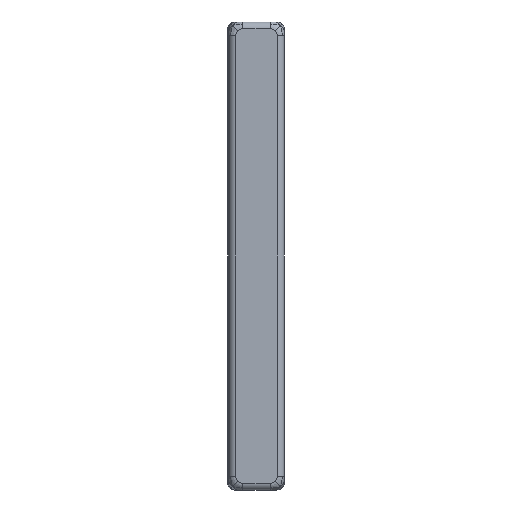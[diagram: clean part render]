
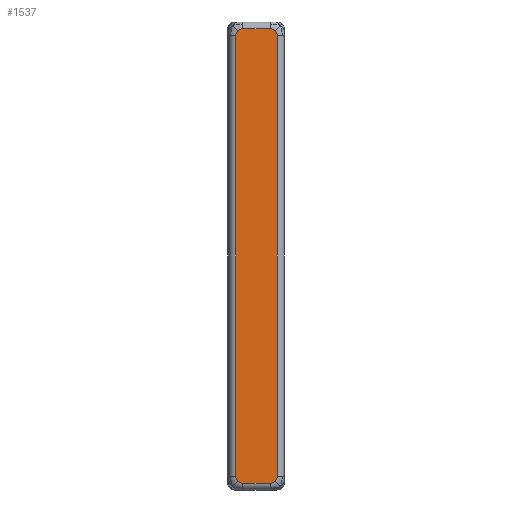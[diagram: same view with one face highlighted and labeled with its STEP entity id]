
A CAD part, front view. The second image highlights one B-rep face of the part: STEP entity #1537.
In plain terms, the highlighted planar face has unit normal (0.002, -1, 0).
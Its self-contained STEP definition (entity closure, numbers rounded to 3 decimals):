
#109=LINE('',#4250,#150);
#112=LINE('',#4409,#153);
#115=LINE('',#4413,#156);
#126=LINE('',#4470,#167);
#150=VECTOR('',#2016,10.);
#153=VECTOR('',#2037,10.);
#156=VECTOR('',#2042,10.);
#167=VECTOR('',#2071,10.);
#184=PLANE('',#1720);
#266=FACE_OUTER_BOUND('',#370,.T.);
#370=EDGE_LOOP('',(#1298,#1299,#1300,#1301,#1302,#1303,#1304,#1305,#1306,
#1307,#1308,#1309));
#422=CIRCLE('',#1587,1.);
#425=CIRCLE('',#1590,1.);
#456=CIRCLE('',#1621,1.);
#458=CIRCLE('',#1623,1.);
#461=CIRCLE('',#1626,1.);
#482=CIRCLE('',#1647,1.);
#485=CIRCLE('',#1650,1.);
#516=CIRCLE('',#1700,1.);
#598=VERTEX_POINT('',#2528);
#599=VERTEX_POINT('',#2535);
#601=VERTEX_POINT('',#2581);
#638=VERTEX_POINT('',#3334);
#639=VERTEX_POINT('',#3341);
#642=VERTEX_POINT('',#3388);
#643=VERTEX_POINT('',#3395);
#645=VERTEX_POINT('',#3441);
#670=VERTEX_POINT('',#3956);
#671=VERTEX_POINT('',#3963);
#673=VERTEX_POINT('',#4009);
#705=VERTEX_POINT('',#4287);
#750=EDGE_CURVE('',#598,#599,#422,.T.);
#754=EDGE_CURVE('',#601,#598,#425,.T.);
#804=EDGE_CURVE('',#638,#639,#456,.T.);
#808=EDGE_CURVE('',#642,#643,#458,.T.);
#812=EDGE_CURVE('',#645,#642,#461,.T.);
#846=EDGE_CURVE('',#670,#671,#482,.T.);
#850=EDGE_CURVE('',#673,#670,#485,.T.);
#899=EDGE_CURVE('',#643,#673,#109,.T.);
#901=EDGE_CURVE('',#705,#638,#516,.T.);
#909=EDGE_CURVE('',#639,#601,#112,.T.);
#912=EDGE_CURVE('',#599,#645,#115,.T.);
#925=EDGE_CURVE('',#671,#705,#126,.T.);
#1298=ORIENTED_EDGE('',*,*,#754,.F.);
#1299=ORIENTED_EDGE('',*,*,#909,.F.);
#1300=ORIENTED_EDGE('',*,*,#804,.F.);
#1301=ORIENTED_EDGE('',*,*,#901,.F.);
#1302=ORIENTED_EDGE('',*,*,#925,.F.);
#1303=ORIENTED_EDGE('',*,*,#846,.F.);
#1304=ORIENTED_EDGE('',*,*,#850,.F.);
#1305=ORIENTED_EDGE('',*,*,#899,.F.);
#1306=ORIENTED_EDGE('',*,*,#808,.F.);
#1307=ORIENTED_EDGE('',*,*,#812,.F.);
#1308=ORIENTED_EDGE('',*,*,#912,.F.);
#1309=ORIENTED_EDGE('',*,*,#750,.F.);
#1537=ADVANCED_FACE('',(#266),#184,.T.);
#1587=AXIS2_PLACEMENT_3D('',#2536,#1783,#1784);
#1590=AXIS2_PLACEMENT_3D('',#2583,#1789,#1790);
#1621=AXIS2_PLACEMENT_3D('',#3342,#1851,#1852);
#1623=AXIS2_PLACEMENT_3D('',#3396,#1855,#1856);
#1626=AXIS2_PLACEMENT_3D('',#3443,#1861,#1862);
#1647=AXIS2_PLACEMENT_3D('',#3964,#1903,#1904);
#1650=AXIS2_PLACEMENT_3D('',#4011,#1909,#1910);
#1700=AXIS2_PLACEMENT_3D('',#4289,#2019,#2020);
#1720=AXIS2_PLACEMENT_3D('',#4474,#2077,#2078);
#1783=DIRECTION('center_axis',(-0.002,1.,0.));
#1784=DIRECTION('ref_axis',(0.707,0.001,0.707));
#1789=DIRECTION('center_axis',(-0.002,1.,0.));
#1790=DIRECTION('ref_axis',(0.707,0.001,0.707));
#1851=DIRECTION('center_axis',(-0.002,1.,0.));
#1852=DIRECTION('ref_axis',(-0.707,-0.001,0.707));
#1855=DIRECTION('center_axis',(-0.002,1.,0.));
#1856=DIRECTION('ref_axis',(0.707,0.001,-0.707));
#1861=DIRECTION('center_axis',(-0.002,1.,0.));
#1862=DIRECTION('ref_axis',(0.707,0.001,-0.707));
#1903=DIRECTION('center_axis',(-0.002,1.,0.));
#1904=DIRECTION('ref_axis',(-0.707,-0.001,-0.707));
#1909=DIRECTION('center_axis',(-0.002,1.,0.));
#1910=DIRECTION('ref_axis',(-0.707,-0.001,-0.707));
#2016=DIRECTION('',(-1.,-0.002,0.));
#2019=DIRECTION('center_axis',(-0.002,1.,0.));
#2020=DIRECTION('ref_axis',(-0.707,-0.001,0.707));
#2037=DIRECTION('',(1.,0.002,0.));
#2042=DIRECTION('',(0.,0.,-1.));
#2071=DIRECTION('',(0.,0.,1.));
#2077=DIRECTION('center_axis',(0.002,-1.,0.));
#2078=DIRECTION('ref_axis',(0.,0.,
1.));
#2528=CARTESIAN_POINT('',(-236.026,89.537,159.902));
#2535=CARTESIAN_POINT('',(-235.733,89.537,159.195));
#2536=CARTESIAN_POINT('Origin',(-236.733,89.535,159.195));
#2581=CARTESIAN_POINT('',(-236.733,89.535,160.194));
#2583=CARTESIAN_POINT('Origin',(-236.733,89.535,159.195));
#3334=CARTESIAN_POINT('',(-241.44,89.525,159.902));
#3341=CARTESIAN_POINT('',(-240.733,89.527,160.194));
#3342=CARTESIAN_POINT('Origin',(-240.733,89.527,159.195));
#3388=CARTESIAN_POINT('',(-236.026,89.537,94.781));
#3395=CARTESIAN_POINT('',(-236.733,89.535,94.489));
#3396=CARTESIAN_POINT('Origin',(-236.733,89.535,95.488));
#3441=CARTESIAN_POINT('',(-235.733,89.537,95.488));
#3443=CARTESIAN_POINT('Origin',(-236.733,89.535,95.488));
#3956=CARTESIAN_POINT('',(-241.44,89.525,94.781));
#3963=CARTESIAN_POINT('',(-241.733,89.525,95.488));
#3964=CARTESIAN_POINT('Origin',(-240.733,89.527,95.488));
#4009=CARTESIAN_POINT('',(-240.733,89.527,94.489));
#4011=CARTESIAN_POINT('Origin',(-240.733,89.527,95.488));
#4250=CARTESIAN_POINT('',(-235.233,89.538,94.489));
#4287=CARTESIAN_POINT('',(-241.733,89.525,159.195));
#4289=CARTESIAN_POINT('Origin',(-240.733,89.527,159.195));
#4409=CARTESIAN_POINT('',(-235.233,89.538,160.194));
#4413=CARTESIAN_POINT('',(-235.733,89.537,110.415));
#4470=CARTESIAN_POINT('',(-241.733,89.525,110.415));
#4474=CARTESIAN_POINT('Origin',(-235.233,89.538,93.489));
